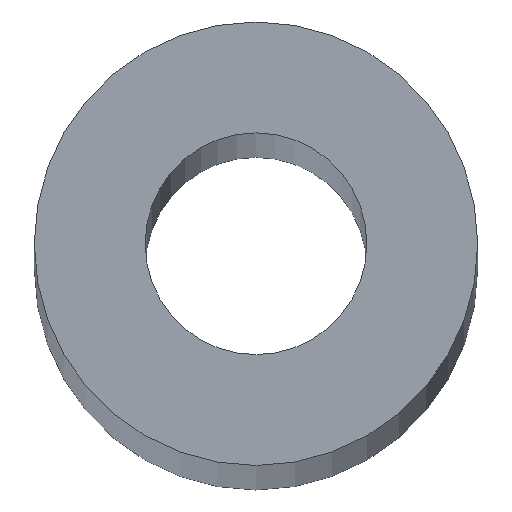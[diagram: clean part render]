
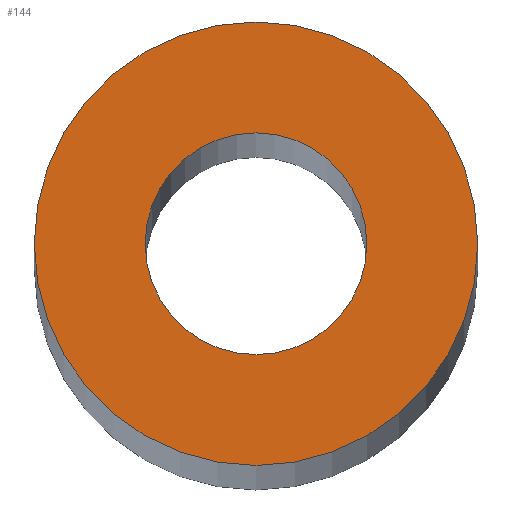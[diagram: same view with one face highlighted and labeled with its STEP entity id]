
A CAD part, top view. The second image highlights one B-rep face of the part: STEP entity #144.
In plain terms, the highlighted planar face has unit normal (0, 0, 1).
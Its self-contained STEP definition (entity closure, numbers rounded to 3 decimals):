
#3 = CARTESIAN_POINT ( 'NONE',  ( 6., 0., 0. ) ) ;
#13 = ORIENTED_EDGE ( 'NONE', *, *, #229, .T. ) ;
#17 = EDGE_CURVE ( 'NONE', #225, #113, #122, .T. ) ;
#18 = CARTESIAN_POINT ( 'NONE',  ( 3., 0., 0. ) ) ;
#23 = DIRECTION ( 'NONE',  ( 1., 0., 0. ) ) ;
#40 = CIRCLE ( 'NONE', #237, 6. ) ;
#41 = DIRECTION ( 'NONE',  ( 0., 0., 1. ) ) ;
#67 = ORIENTED_EDGE ( 'NONE', *, *, #208, .T. ) ;
#72 = VERTEX_POINT ( 'NONE', #111 ) ;
#75 = EDGE_CURVE ( 'NONE', #113, #225, #143, .T. ) ;
#78 = DIRECTION ( 'NONE',  ( 1., 0., 0. ) ) ;
#80 = DIRECTION ( 'NONE',  ( 0., 0., 1. ) ) ;
#90 = AXIS2_PLACEMENT_3D ( 'NONE', #218, #215, #116 ) ;
#96 = CARTESIAN_POINT ( 'NONE',  ( 0., 0., 0. ) ) ;
#97 = ORIENTED_EDGE ( 'NONE', *, *, #17, .F. ) ;
#100 = DIRECTION ( 'NONE',  ( 1., 0., 0. ) ) ;
#108 = EDGE_LOOP ( 'NONE', ( #243, #97 ) ) ;
#111 = CARTESIAN_POINT ( 'NONE',  ( -6., 0., 0. ) ) ;
#113 = VERTEX_POINT ( 'NONE', #18 ) ;
#116 = DIRECTION ( 'NONE',  ( 1., 0., 0. ) ) ;
#119 = CARTESIAN_POINT ( 'NONE',  ( 0., 0., 0. ) ) ;
#122 = CIRCLE ( 'NONE', #226, 3. ) ;
#143 = CIRCLE ( 'NONE', #90, 3. ) ;
#144 = ADVANCED_FACE ( 'NONE', ( #159, #175 ), #219, .T. ) ;
#147 = AXIS2_PLACEMENT_3D ( 'NONE', #96, #80, #100 ) ;
#153 = AXIS2_PLACEMENT_3D ( 'NONE', #238, #41, #195 ) ;
#154 = DIRECTION ( 'NONE',  ( 0., 0., 1. ) ) ;
#159 = FACE_BOUND ( 'NONE', #108, .T. ) ;
#165 = EDGE_LOOP ( 'NONE', ( #13, #67 ) ) ;
#172 = DIRECTION ( 'NONE',  ( 0., 0., 1. ) ) ;
#174 = CARTESIAN_POINT ( 'NONE',  ( 0., 0., 0. ) ) ;
#175 = FACE_OUTER_BOUND ( 'NONE', #165, .T. ) ;
#195 = DIRECTION ( 'NONE',  ( 1., 0., 0. ) ) ;
#208 = EDGE_CURVE ( 'NONE', #72, #217, #234, .T. ) ;
#215 = DIRECTION ( 'NONE',  ( 0., 0., 1. ) ) ;
#217 = VERTEX_POINT ( 'NONE', #3 ) ;
#218 = CARTESIAN_POINT ( 'NONE',  ( 0., 0., 0. ) ) ;
#219 = PLANE ( 'NONE',  #147 ) ;
#220 = CARTESIAN_POINT ( 'NONE',  ( -3., 0., 0. ) ) ;
#225 = VERTEX_POINT ( 'NONE', #220 ) ;
#226 = AXIS2_PLACEMENT_3D ( 'NONE', #174, #172, #78 ) ;
#229 = EDGE_CURVE ( 'NONE', #217, #72, #40, .T. ) ;
#234 = CIRCLE ( 'NONE', #153, 6. ) ;
#237 = AXIS2_PLACEMENT_3D ( 'NONE', #119, #154, #23 ) ;
#238 = CARTESIAN_POINT ( 'NONE',  ( 0., 0., 0. ) ) ;
#243 = ORIENTED_EDGE ( 'NONE', *, *, #75, .F. ) ;
